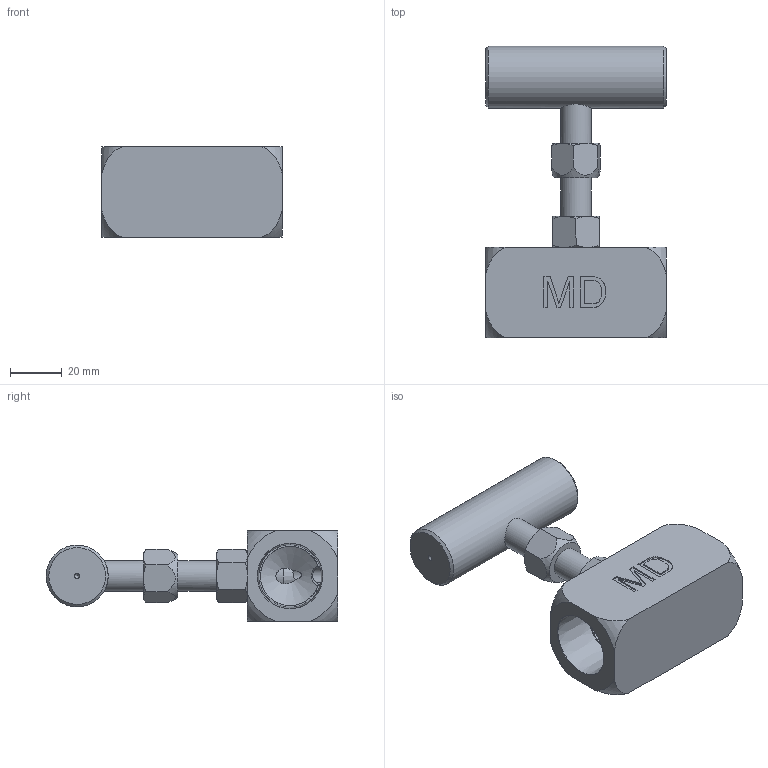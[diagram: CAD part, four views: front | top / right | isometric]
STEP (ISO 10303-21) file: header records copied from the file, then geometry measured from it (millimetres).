
FILE_DESCRIPTION(/* description */ ('Unknown'),/* implementation_level */ '2;1');
FILE_NAME(/* name */ 'NV-0060-DN20',/* time_stamp */ '2022-03-28T10:46:00+08:00',/* author */ ('Unknown'),/* organization */ ('Unknown'),/* preprocessor_version */ 'ST-DEVELOPER v16.7',/* originating_system */ 'DEX',/* authorisation */ $);
FILE_SCHEMA (('AUTOMOTIVE_DESIGN {1 0 10303 214 3 1 1}'));
Length unit declared in the file: millimetre
Products named in the file (1): NV-0060-DN20
Bounding box: 70 x 113 x 35 mm (x, y, z)
Volume: 93256.7 mm3; surface area: 27763.5 mm2
Topology: 1 solids, 1 shells, 202 faces, 505 edges, 328 vertices
Faces by surface type: plane 111, cone 40, bspline 28, cylinder 15, torus 8
Full cylindrical faces by diameter (mm): 6 x1, 8 x1, 10 x1, 12 x3, 14 x1, 15.2 x1, 23 x1, 24 x1
Entity records: 8296 total; most frequent: CARTESIAN_POINT 4031, ORIENTED_EDGE 900, DIRECTION 719, EDGE_CURVE 450, VERTEX_POINT 310, FACE_BOUND 264, EDGE_LOOP 260, AXIS2_PLACEMENT_3D 247
